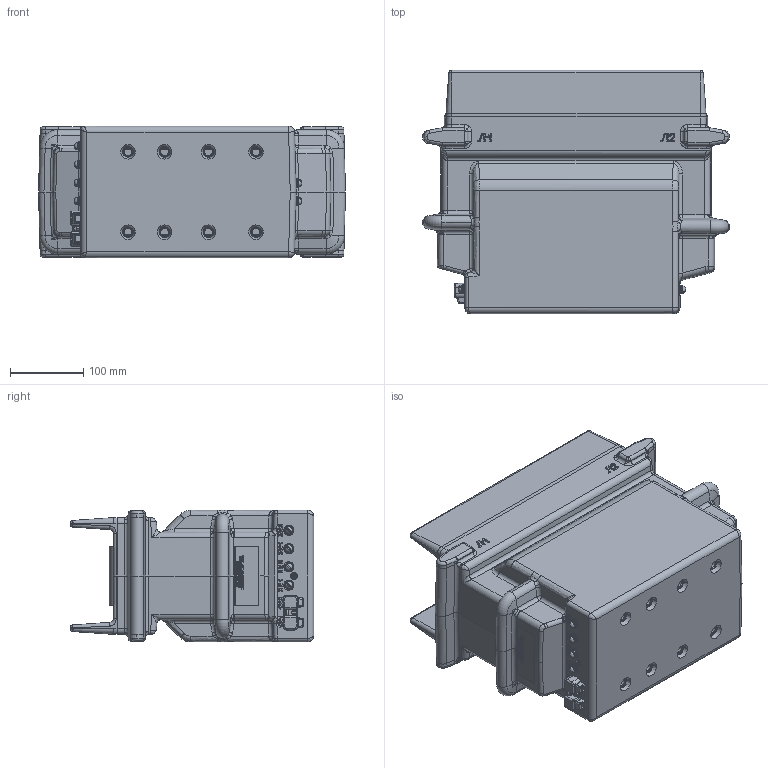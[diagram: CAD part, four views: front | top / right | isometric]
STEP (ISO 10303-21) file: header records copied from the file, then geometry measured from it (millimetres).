
FILE_DESCRIPTION (( 'STEP AP203' ), '1' );
FILE_NAME ('ﾒﾎﾋ-20-4 2500ﾀ.STEP', '2018-02-15T04:53:51', ( '' ), ( '' ), 'SwSTEP 2.0', 'SolidWorks 2010', '' );
FILE_SCHEMA (( 'CONFIG_CONTROL_DESIGN' ));
Length unit declared in the file: millimetre
Products named in the file (1): ﾒﾎﾋ-20-4 2500ﾀ
Bounding box: 420 x 333 x 180 mm (x, y, z)
Surface area: 565355 mm2 (no closed solid volume)
Topology: 0 solids, 75 shells, 1122 faces, 4346 edges, 3219 vertices
Faces by surface type: plane 356, bspline 288, cylinder 259, cone 161, sphere 38, torus 20
Entity records: 61774 total; most frequent: CARTESIAN_POINT 29195, ORIENTED_EDGE 6556, DIRECTION 5811, EDGE_CURVE 4321, VERTEX_POINT 3219, VECTOR 2069, LINE 2069, AXIS2_PLACEMENT_3D 1871
